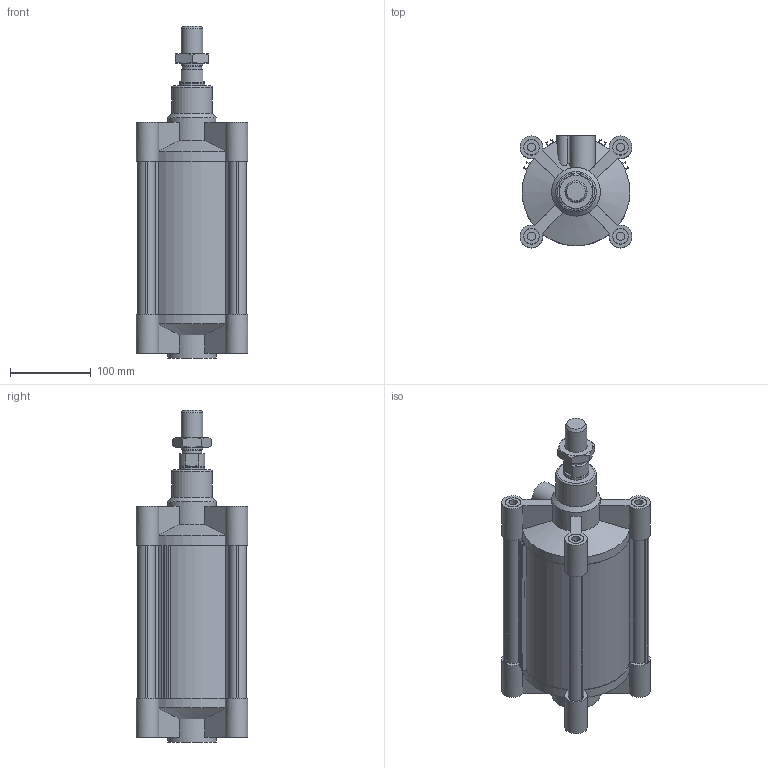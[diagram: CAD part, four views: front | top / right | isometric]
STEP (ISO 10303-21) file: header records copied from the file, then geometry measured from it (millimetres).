
FILE_DESCRIPTION(/* description */ ('Unknown'),/* implementation_level */ '2;1');
FILE_NAME(/* name */ '1390.125.125.01',/* time_stamp */ '2020-10-16T11:25:18-04:00',/* author */ ('Unknown'),/* organization */ ('Unknown'),/* preprocessor_version */ 'ST-DEVELOPER v16.7',/* originating_system */ 'Solid Edge',/* authorisation */ 'Unknown');
FILE_SCHEMA (('AUTOMOTIVE_DESIGN {1 0 10303 214 3 1 1}'));
Length unit declared in the file: millimetre
Products named in the file (6): 1390.125.125.01; CPL125_004-0; CPL125-001-01; CPL125-002-01; CPL_125_0000; 1320_125_18F
Assembly tree (5 placements, depth 2):
  1390.125.125.01
    CPL125_004-0
    CPL125-001-01
    CPL125-002-01
    CPL_125_0000
    1320_125_18F
Bounding box: 137.99 x 138 x 410 mm (x, y, z)
Volume: 2585593.8 mm3; surface area: 479801.8 mm2
Topology: 5 solids, 5 shells, 268 faces, 657 edges, 431 vertices
Faces by surface type: plane 150, cylinder 89, cone 28, torus 1
Full cylindrical faces by diameter (mm): 10.25 x8, 11.2 x4, 15 x2, 19 x10, 19.5 x8, 24.5 x2, 27 x1, 31.5 x1, 32 x2, 50 x1, 60 x2, 125 x4
Entity records: 7831 total; most frequent: CARTESIAN_POINT 1518, DIRECTION 1292, ORIENTED_EDGE 1202, EDGE_CURVE 601, AXIS2_PLACEMENT_3D 483, VERTEX_POINT 427, EDGE_LOOP 366, FACE_BOUND 366
